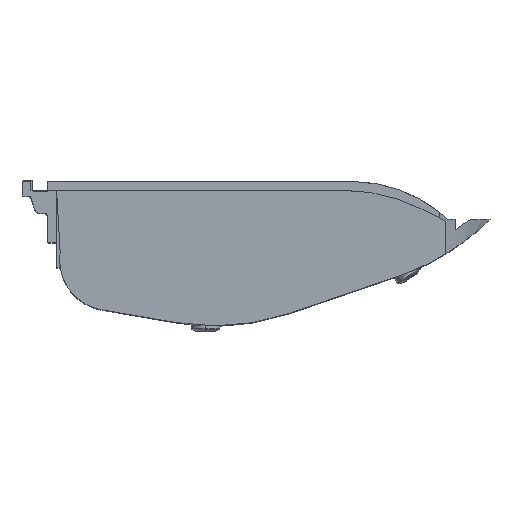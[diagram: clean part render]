
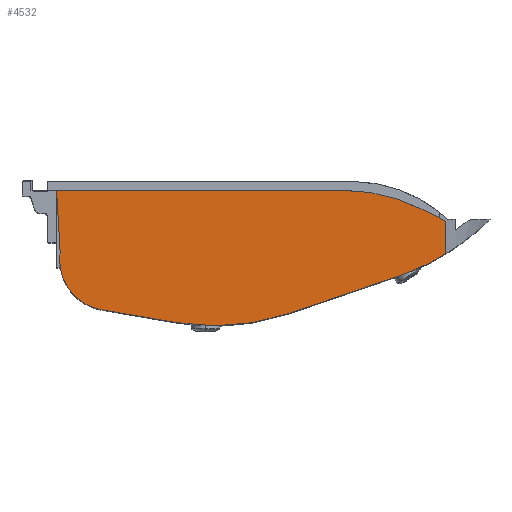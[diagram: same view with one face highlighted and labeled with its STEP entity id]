
A CAD part, top view. The second image highlights one B-rep face of the part: STEP entity #4532.
In plain terms, the highlighted planar face has unit normal (0, 0, 1).
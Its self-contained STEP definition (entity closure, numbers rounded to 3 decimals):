
#15 = CARTESIAN_POINT ( 'NONE',  ( 83.442, -45.878, 49.5 ) ) ;
#74 = DIRECTION ( 'NONE',  ( 0., 0., 1. ) ) ;
#134 = CARTESIAN_POINT ( 'NONE',  ( 138.153, -13.744, 49.5 ) ) ;
#159 = LINE ( 'NONE', #4036, #2286 ) ;
#195 = DIRECTION ( 'NONE',  ( 1., 0., 0. ) ) ;
#201 = EDGE_CURVE ( 'NONE', #3828, #1888, #681, .T. ) ;
#206 = DIRECTION ( 'NONE',  ( -0.891, 0.454, 0. ) ) ;
#360 = VECTOR ( 'NONE', #5075, 1000. ) ;
#380 = CARTESIAN_POINT ( 'NONE',  ( 3., -3., 49.5 ) ) ;
#406 = CARTESIAN_POINT ( 'NONE',  ( 3., -3., 49.5 ) ) ;
#498 = ORIENTED_EDGE ( 'NONE', *, *, #881, .F. ) ;
#524 = EDGE_CURVE ( 'NONE', #4788, #3424, #4512, .T. ) ;
#579 = VECTOR ( 'NONE', #3427, 1000. ) ;
#655 = ORIENTED_EDGE ( 'NONE', *, *, #5034, .T. ) ;
#681 = LINE ( 'NONE', #4146, #875 ) ;
#722 = ORIENTED_EDGE ( 'NONE', *, *, #1369, .T. ) ;
#754 = AXIS2_PLACEMENT_3D ( 'NONE', #1207, #794, #1253 ) ;
#794 = DIRECTION ( 'NONE',  ( 0., 0., -1. ) ) ;
#875 = VECTOR ( 'NONE', #206, 1000. ) ;
#881 = EDGE_CURVE ( 'NONE', #1548, #1464, #1327, .T. ) ;
#910 = CIRCLE ( 'NONE', #754, 17.65 ) ;
#932 = CARTESIAN_POINT ( 'NONE',  ( 4.252, -24.71, 49.5 ) ) ;
#962 = ORIENTED_EDGE ( 'NONE', *, *, #2908, .F. ) ;
#1016 = ORIENTED_EDGE ( 'NONE', *, *, #524, .F. ) ;
#1106 = LINE ( 'NONE', #2863, #360 ) ;
#1163 = CIRCLE ( 'NONE', #3106, 63.244 ) ;
#1207 = CARTESIAN_POINT ( 'NONE',  ( 21.73, -27.167, 49.5 ) ) ;
#1253 = DIRECTION ( 'NONE',  ( -1., 0., 0. ) ) ;
#1327 = CIRCLE ( 'NONE', #2702, 17.65 ) ;
#1329 = DIRECTION ( 'NONE',  ( -1., 0., 0. ) ) ;
#1369 = EDGE_CURVE ( 'NONE', #2552, #3093, #159, .T. ) ;
#1393 = DIRECTION ( 'NONE',  ( 1., 0., 0. ) ) ;
#1464 = VERTEX_POINT ( 'NONE', #4463 ) ;
#1522 = PLANE ( 'NONE',  #4266 ) ;
#1541 = CARTESIAN_POINT ( 'NONE',  ( 101.882, -66.244, 49.5 ) ) ;
#1548 = VERTEX_POINT ( 'NONE', #2486 ) ;
#1550 = EDGE_CURVE ( 'NONE', #1548, #3424, #1106, .T. ) ;
#1588 = CARTESIAN_POINT ( 'NONE',  ( 93.8, 47.435, 49.5 ) ) ;
#1607 = DIRECTION ( 'NONE',  ( 0., 0., -1. ) ) ;
#1621 = CARTESIAN_POINT ( 'NONE',  ( 21.73, -27.167, 49.5 ) ) ;
#1753 = AXIS2_PLACEMENT_3D ( 'NONE', #1588, #1607, #2489 ) ;
#1758 = CARTESIAN_POINT ( 'NONE',  ( 130.594, -9.893, 49.5 ) ) ;
#1860 = CARTESIAN_POINT ( 'NONE',  ( 101.882, -66.244, 49.5 ) ) ;
#1888 = VERTEX_POINT ( 'NONE', #1758 ) ;
#1931 = CIRCLE ( 'NONE', #1753, 85. ) ;
#1986 = VERTEX_POINT ( 'NONE', #932 ) ;
#2193 = LINE ( 'NONE', #380, #2339 ) ;
#2286 = VECTOR ( 'NONE', #3611, 1000. ) ;
#2304 = EDGE_CURVE ( 'NONE', #1888, #2552, #1163, .T. ) ;
#2328 = ORIENTED_EDGE ( 'NONE', *, *, #201, .T. ) ;
#2339 = VECTOR ( 'NONE', #5605, 1000. ) ;
#2447 = ORIENTED_EDGE ( 'NONE', *, *, #2304, .T. ) ;
#2460 = CARTESIAN_POINT ( 'NONE',  ( 121.185, -33.033, 49.5 ) ) ;
#2486 = CARTESIAN_POINT ( 'NONE',  ( 18.779, -44.569, 49.5 ) ) ;
#2489 = DIRECTION ( 'NONE',  ( -1., 0., 0. ) ) ;
#2501 = DIRECTION ( 'NONE',  ( 0., 1., 0. ) ) ;
#2552 = VERTEX_POINT ( 'NONE', #4148 ) ;
#2702 = AXIS2_PLACEMENT_3D ( 'NONE', #1621, #2932, #5135 ) ;
#2863 = CARTESIAN_POINT ( 'NONE',  ( 18.779, -44.569, 49.5 ) ) ;
#2908 = EDGE_CURVE ( 'NONE', #4157, #4539, #1931, .T. ) ;
#2932 = DIRECTION ( 'NONE',  ( 0., 0., -1. ) ) ;
#3004 = EDGE_CURVE ( 'NONE', #1464, #1986, #910, .T. ) ;
#3093 = VERTEX_POINT ( 'NONE', #406 ) ;
#3106 = AXIS2_PLACEMENT_3D ( 'NONE', #1860, #74, #1393 ) ;
#3302 = DIRECTION ( 'NONE',  ( 0., 0., 1. ) ) ;
#3327 = ORIENTED_EDGE ( 'NONE', *, *, #1550, .T. ) ;
#3358 = CARTESIAN_POINT ( 'NONE',  ( 138.153, -66.244, 49.5 ) ) ;
#3424 = VERTEX_POINT ( 'NONE', #4999 ) ;
#3427 = DIRECTION ( 'NONE',  ( 0.947, 0.322, 0. ) ) ;
#3492 = FACE_OUTER_BOUND ( 'NONE', #5330, .T. ) ;
#3526 = LINE ( 'NONE', #5534, #579 ) ;
#3560 = VECTOR ( 'NONE', #2501, 1000. ) ;
#3611 = DIRECTION ( 'NONE',  ( -1., 0., 0. ) ) ;
#3760 = ORIENTED_EDGE ( 'NONE', *, *, #4659, .T. ) ;
#3828 = VERTEX_POINT ( 'NONE', #134 ) ;
#3854 = DIRECTION ( 'NONE',  ( 0., 0., -1. ) ) ;
#4036 = CARTESIAN_POINT ( 'NONE',  ( 101.882, -3., 49.5 ) ) ;
#4146 = CARTESIAN_POINT ( 'NONE',  ( 138.153, -13.744, 49.5 ) ) ;
#4148 = CARTESIAN_POINT ( 'NONE',  ( 101.882, -3., 49.5 ) ) ;
#4157 = VERTEX_POINT ( 'NONE', #5498 ) ;
#4266 = AXIS2_PLACEMENT_3D ( 'NONE', #1541, #3302, #195 ) ;
#4463 = CARTESIAN_POINT ( 'NONE',  ( 4.08, -27.167, 49.5 ) ) ;
#4482 = LINE ( 'NONE', #3358, #3560 ) ;
#4512 = CIRCLE ( 'NONE', #4531, 79. ) ;
#4531 = AXIS2_PLACEMENT_3D ( 'NONE', #4796, #3854, #1329 ) ;
#4532 = ADVANCED_FACE ( 'NONE', ( #3492 ), #1522, .T. ) ;
#4539 = VERTEX_POINT ( 'NONE', #2460 ) ;
#4659 = EDGE_CURVE ( 'NONE', #4157, #3828, #4482, .T. ) ;
#4788 = VERTEX_POINT ( 'NONE', #15 ) ;
#4796 = CARTESIAN_POINT ( 'NONE',  ( 57.99, 28.91, 49.5 ) ) ;
#4817 = EDGE_CURVE ( 'NONE', #3093, #1986, #2193, .T. ) ;
#4999 = CARTESIAN_POINT ( 'NONE',  ( 44.782, -48.978, 49.5 ) ) ;
#5034 = EDGE_CURVE ( 'NONE', #4788, #4539, #3526, .T. ) ;
#5075 = DIRECTION ( 'NONE',  ( 0.986, -0.167, 0. ) ) ;
#5116 = ORIENTED_EDGE ( 'NONE', *, *, #4817, .T. ) ;
#5135 = DIRECTION ( 'NONE',  ( -1., 0., 0. ) ) ;
#5330 = EDGE_LOOP ( 'NONE', ( #2447, #722, #5116, #5445, #498, #3327, #1016, #655, #962, #3760, #2328 ) ) ;
#5445 = ORIENTED_EDGE ( 'NONE', *, *, #3004, .F. ) ;
#5498 = CARTESIAN_POINT ( 'NONE',  ( 138.153, -25.076, 49.5 ) ) ;
#5534 = CARTESIAN_POINT ( 'NONE',  ( 83.442, -45.878, 49.5 ) ) ;
#5605 = DIRECTION ( 'NONE',  ( 0.058, -0.998, 0. ) ) ;
